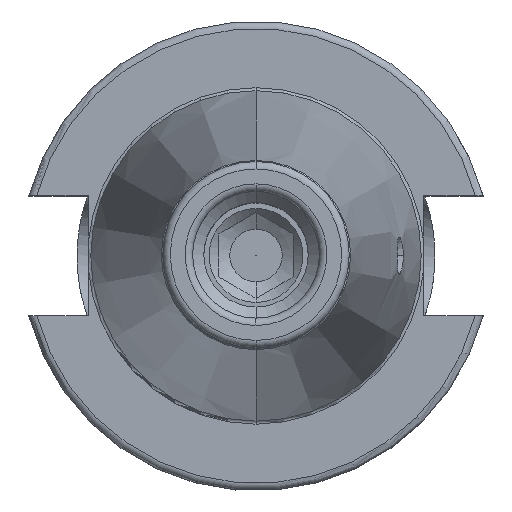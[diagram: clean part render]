
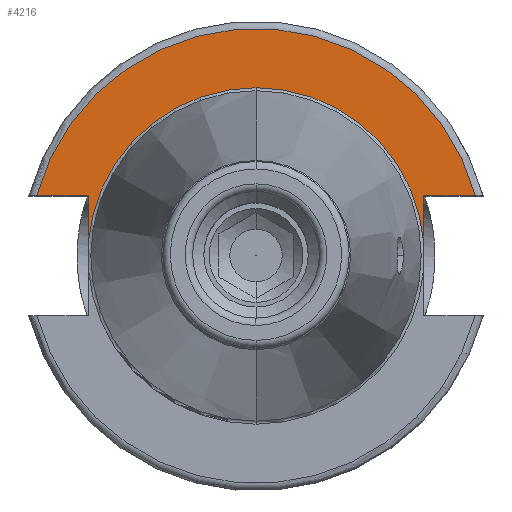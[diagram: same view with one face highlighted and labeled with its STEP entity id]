
A CAD part, top view. The second image highlights one B-rep face of the part: STEP entity #4216.
In plain terms, the highlighted planar face has unit normal (0, 0, 1).
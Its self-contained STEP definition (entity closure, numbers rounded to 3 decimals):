
#1262=CARTESIAN_POINT('',(0,0,10));
#1263=DIRECTION('',(0,0,1));
#1264=DIRECTION('',(0,1,0));
#1265=AXIS2_PLACEMENT_3D('',#1262,#1263,#1264);
#1508=DIRECTION('',(0,1,0));
#1509=VECTOR('',#1508,6.317);
#1510=CARTESIAN_POINT('',(-22.5,1.733,10));
#1511=LINE('',#1510,#1509);
#1512=DIRECTION('',(1,0,0));
#1513=VECTOR('',#1512,6.918);
#1514=CARTESIAN_POINT('',(-29.418,8.05,10));
#1515=LINE('',#1514,#1513);
#1516=DIRECTION('',(-1,0,0));
#1517=VECTOR('',#1516,6.918);
#1518=CARTESIAN_POINT('',(29.418,8.05,10));
#1519=LINE('',#1518,#1517);
#1520=DIRECTION('',(0,-1,0));
#1521=VECTOR('',#1520,6.317);
#1522=CARTESIAN_POINT('',(22.5,8.05,10));
#1523=LINE('',#1522,#1521);
#1538=CARTESIAN_POINT('',(0,0,10));
#1539=DIRECTION('',(0,0,-1));
#1540=DIRECTION('',(0,1,0));
#1541=AXIS2_PLACEMENT_3D('',#1538,#1539,#1540);
#1577=CARTESIAN_POINT('',(0,0,10));
#1578=DIRECTION('',(0,0,1));
#1579=DIRECTION('',(0.965,0.264,0));
#1580=AXIS2_PLACEMENT_3D('',#1577,#1578,#1579);
#1955=CARTESIAN_POINT('',(0,22.567,10));
#1957=VERTEX_POINT('',#1955);
#2069=CARTESIAN_POINT('',(-22.5,1.733,10));
#2070=CARTESIAN_POINT('',(-22.5,8.05,10));
#2071=VERTEX_POINT('',#2069);
#2072=VERTEX_POINT('',#2070);
#2073=CARTESIAN_POINT('',(-29.418,8.05,10));
#2074=VERTEX_POINT('',#2073);
#2075=CARTESIAN_POINT('',(22.5,8.05,10));
#2076=CARTESIAN_POINT('',(22.5,1.733,10));
#2077=VERTEX_POINT('',#2075);
#2078=VERTEX_POINT('',#2076);
#2085=CARTESIAN_POINT('',(29.418,8.05,10));
#2086=VERTEX_POINT('',#2085);
#4200=CARTESIAN_POINT('',(0,0,10));
#4201=DIRECTION('',(0,0,-1));
#4202=DIRECTION('',(0,-1,0));
#4203=AXIS2_PLACEMENT_3D('',#4200,#4201,#4202);
#4204=PLANE('',#4203);
#4205=ORIENTED_EDGE('',*,*,#3967,.T.);
#4206=ORIENTED_EDGE('',*,*,#4050,.F.);
#4208=ORIENTED_EDGE('',*,*,#4207,.F.);
#4209=ORIENTED_EDGE('',*,*,#4160,.T.);
#4210=ORIENTED_EDGE('',*,*,#4144,.T.);
#4212=ORIENTED_EDGE('',*,*,#4211,.F.);
#4213=ORIENTED_EDGE('',*,*,#3944,.T.);
#4214=EDGE_LOOP('',(#4205,#4206,#4208,#4209,#4210,#4212,#4213));
#4215=FACE_OUTER_BOUND('',#4214,.F.);
#4216=ADVANCED_FACE('',(#4215),#4204,.F.);
#1266=CIRCLE('',#1265,22.567);
#1542=CIRCLE('',#1541,22.567);
#1581=CIRCLE('',#1580,30.5);
#3944=EDGE_CURVE('',#1957,#2071,#1266,.T.);
#3967=EDGE_CURVE('',#2071,#2072,#1511,.T.);
#4050=EDGE_CURVE('',#2074,#2072,#1515,.T.);
#4144=EDGE_CURVE('',#2077,#2078,#1523,.T.);
#4160=EDGE_CURVE('',#2086,#2077,#1519,.T.);
#4207=EDGE_CURVE('',#2086,#2074,#1581,.T.);
#4211=EDGE_CURVE('',#1957,#2078,#1542,.T.);
